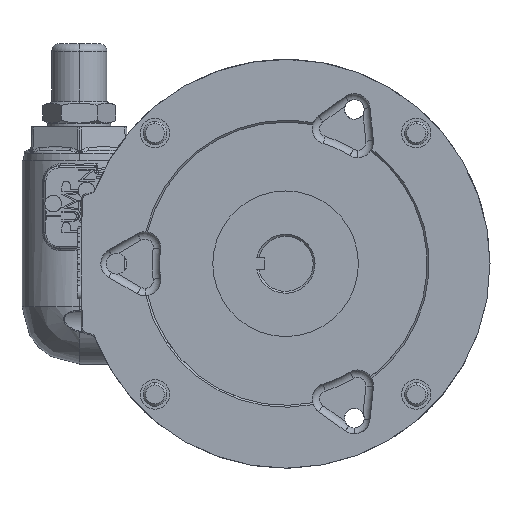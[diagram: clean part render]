
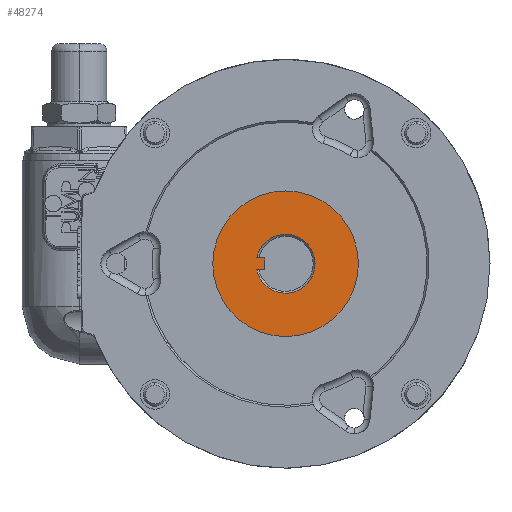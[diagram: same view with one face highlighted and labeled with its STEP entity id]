
A CAD part, left-side view. The second image highlights one B-rep face of the part: STEP entity #48274.
In plain terms, the highlighted planar face has unit normal (-1, 0, 0).
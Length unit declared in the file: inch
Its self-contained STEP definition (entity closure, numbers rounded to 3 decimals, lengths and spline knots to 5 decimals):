
#1858 = DIRECTION ( 'NONE',  ( 1., 0., 0. ) ) ;
#2006 = CARTESIAN_POINT ( 'NONE',  ( 0.3215, 0., 0. ) ) ;
#5218 = CARTESIAN_POINT ( 'NONE',  ( 0.3215, 0.42795, 0.09375 ) ) ;
#8412 = ORIENTED_EDGE ( 'NONE', *, *, #11936, .F. ) ;
#8670 = CARTESIAN_POINT ( 'NONE',  ( 0.3215, 0., 0. ) ) ;
#9279 = DIRECTION ( 'NONE',  ( 0., -1., 0. ) ) ;
#10020 = CARTESIAN_POINT ( 'NONE',  ( 0.3215, 0., 1.15725 ) ) ;
#10220 = FACE_OUTER_BOUND ( 'NONE', #85174, .T. ) ;
#10314 = CARTESIAN_POINT ( 'NONE',  ( 0.3215, -0.4681, 0. ) ) ;
#11233 = CIRCLE ( 'NONE', #19464, 1.15725 ) ;
#11936 = EDGE_CURVE ( 'NONE', #68702, #47925, #77582, .T. ) ;
#13012 = LINE ( 'NONE', #68616, #87911 ) ;
#14092 = CIRCLE ( 'NONE', #68230, 0.4681 ) ;
#15954 = DIRECTION ( 'NONE',  ( 0., -1., 0. ) ) ;
#17948 = DIRECTION ( 'NONE',  ( 0., 1., 0. ) ) ;
#18700 = ORIENTED_EDGE ( 'NONE', *, *, #64935, .F. ) ;
#19464 = AXIS2_PLACEMENT_3D ( 'NONE', #45141, #1858, #52462 ) ;
#26314 = AXIS2_PLACEMENT_3D ( 'NONE', #8670, #59307, #15954 ) ;
#27011 = DIRECTION ( 'NONE',  ( 0., -1., 0. ) ) ;
#27200 = CARTESIAN_POINT ( 'NONE',  ( 0.3215, 0., 0. ) ) ;
#29328 = VECTOR ( 'NONE', #68836, 39.37008 ) ;
#32494 = AXIS2_PLACEMENT_3D ( 'NONE', #34016, #84867, #41283 ) ;
#34016 = CARTESIAN_POINT ( 'NONE',  ( 0.3215, 0., 0. ) ) ;
#34486 = DIRECTION ( 'NONE',  ( 0., -1., 0. ) ) ;
#38428 = VERTEX_POINT ( 'NONE', #10020 ) ;
#40635 = PLANE ( 'NONE',  #32494 ) ;
#41283 = DIRECTION ( 'NONE',  ( 0., -1., 0. ) ) ;
#41705 = CIRCLE ( 'NONE', #26314, 0.4681 ) ;
#42825 = ORIENTED_EDGE ( 'NONE', *, *, #78278, .T. ) ;
#43116 = EDGE_CURVE ( 'NONE', #38428, #80000, #87222, .T. ) ;
#44035 = ORIENTED_EDGE ( 'NONE', *, *, #89845, .F. ) ;
#45141 = CARTESIAN_POINT ( 'NONE',  ( 0.3215, 0., 0. ) ) ;
#46166 = CARTESIAN_POINT ( 'NONE',  ( 0.3215, 0.45862, -0.09375 ) ) ;
#46494 = CARTESIAN_POINT ( 'NONE',  ( 0.3215, 0.45862, 0.09375 ) ) ;
#46628 = CARTESIAN_POINT ( 'NONE',  ( 0.3215, 0.32753, -0.09375 ) ) ;
#47925 = VERTEX_POINT ( 'NONE', #72751 ) ;
#48141 = ORIENTED_EDGE ( 'NONE', *, *, #43116, .F. ) ;
#48274 = ADVANCED_FACE ( 'NONE', ( #87385, #10220 ), #40635, .T. ) ;
#48550 = LINE ( 'NONE', #46628, #29328 ) ;
#52462 = DIRECTION ( 'NONE',  ( 0., -1., 0. ) ) ;
#52624 = DIRECTION ( 'NONE',  ( 1., 0., 0. ) ) ;
#56187 = CARTESIAN_POINT ( 'NONE',  ( 0.3215, 0., -1.15725 ) ) ;
#59307 = DIRECTION ( 'NONE',  ( 1., 0., 0. ) ) ;
#61509 = ORIENTED_EDGE ( 'NONE', *, *, #69846, .F. ) ;
#61833 = EDGE_CURVE ( 'NONE', #69788, #87469, #14092, .T. ) ;
#64935 = EDGE_CURVE ( 'NONE', #80000, #38428, #11233, .T. ) ;
#68230 = AXIS2_PLACEMENT_3D ( 'NONE', #2006, #52624, #9279 ) ;
#68616 = CARTESIAN_POINT ( 'NONE',  ( 0.3215, 0.42795, -0.09375 ) ) ;
#68702 = VERTEX_POINT ( 'NONE', #46494 ) ;
#68836 = DIRECTION ( 'NONE',  ( 0., 0., -1. ) ) ;
#69561 = ORIENTED_EDGE ( 'NONE', *, *, #61833, .T. ) ;
#69788 = VERTEX_POINT ( 'NONE', #10314 ) ;
#69846 = EDGE_CURVE ( 'NONE', #47925, #73726, #48550, .T. ) ;
#72751 = CARTESIAN_POINT ( 'NONE',  ( 0.3215, 0.32753, 0.09375 ) ) ;
#73726 = VERTEX_POINT ( 'NONE', #91457 ) ;
#75307 = VECTOR ( 'NONE', #27011, 39.37008 ) ;
#76251 = AXIS2_PLACEMENT_3D ( 'NONE', #27200, #77933, #34486 ) ;
#77582 = LINE ( 'NONE', #5218, #75307 ) ;
#77933 = DIRECTION ( 'NONE',  ( 1., 0., 0. ) ) ;
#78278 = EDGE_CURVE ( 'NONE', #68702, #69788, #41705, .T. ) ;
#78397 = EDGE_LOOP ( 'NONE', ( #8412, #42825, #69561, #44035, #61509 ) ) ;
#80000 = VERTEX_POINT ( 'NONE', #56187 ) ;
#84867 = DIRECTION ( 'NONE',  ( -1., 0., 0. ) ) ;
#85174 = EDGE_LOOP ( 'NONE', ( #48141, #18700 ) ) ;
#87222 = CIRCLE ( 'NONE', #76251, 1.15725 ) ;
#87385 = FACE_BOUND ( 'NONE', #78397, .T. ) ;
#87469 = VERTEX_POINT ( 'NONE', #46166 ) ;
#87911 = VECTOR ( 'NONE', #17948, 39.37008 ) ;
#89845 = EDGE_CURVE ( 'NONE', #73726, #87469, #13012, .T. ) ;
#91457 = CARTESIAN_POINT ( 'NONE',  ( 0.3215, 0.32753, -0.09375 ) ) ;
